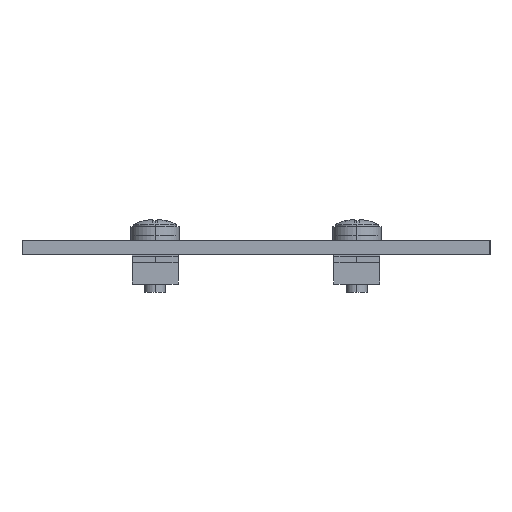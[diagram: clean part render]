
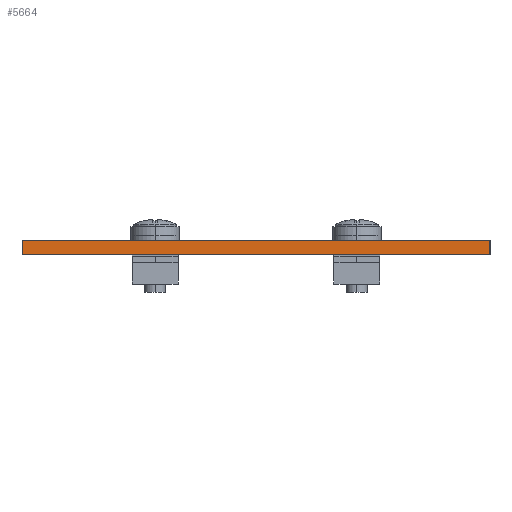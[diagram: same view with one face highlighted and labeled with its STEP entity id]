
A CAD part, left-side view. The second image highlights one B-rep face of the part: STEP entity #5664.
In plain terms, the highlighted planar face has unit normal (-1, 0, 0).
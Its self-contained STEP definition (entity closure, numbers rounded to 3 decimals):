
#136 = PLANE ( 'NONE',  #1325 ) ;
#335 = DIRECTION ( 'NONE',  ( -1., 0., 0. ) ) ;
#625 = VECTOR ( 'NONE', #8434, 1000. ) ;
#1038 = FACE_OUTER_BOUND ( 'NONE', #9478, .T. ) ;
#1325 = AXIS2_PLACEMENT_3D ( 'NONE', #7258, #335, #8846 ) ;
#1440 = CARTESIAN_POINT ( 'NONE',  ( -241.5, -66.25, -4. ) ) ;
#1734 = DIRECTION ( 'NONE',  ( 0., -1., 0. ) ) ;
#1801 = VECTOR ( 'NONE', #9943, 1000. ) ;
#3417 = CARTESIAN_POINT ( 'NONE',  ( -241.5, -66.25, 0. ) ) ;
#3572 = VECTOR ( 'NONE', #1734, 1000. ) ;
#3866 = CARTESIAN_POINT ( 'NONE',  ( -241.5, 66.25, -4. ) ) ;
#4804 = EDGE_CURVE ( 'NONE', #9892, #6978, #5605, .T. ) ;
#5424 = LINE ( 'NONE', #6081, #625 ) ;
#5605 = LINE ( 'NONE', #8721, #3572 ) ;
#5664 = ADVANCED_FACE ( 'NONE', ( #1038 ), #136, .T. ) ;
#6081 = CARTESIAN_POINT ( 'NONE',  ( -241.5, 66.25, -4. ) ) ;
#6171 = LINE ( 'NONE', #3866, #1801 ) ;
#6622 = CARTESIAN_POINT ( 'NONE',  ( -241.5, 66.25, 0. ) ) ;
#6978 = VERTEX_POINT ( 'NONE', #3417 ) ;
#7008 = ORIENTED_EDGE ( 'NONE', *, *, #9971, .F. ) ;
#7022 = DIRECTION ( 'NONE',  ( 0., 0., 1. ) ) ;
#7258 = CARTESIAN_POINT ( 'NONE',  ( -241.5, 66.25, -4. ) ) ;
#7785 = LINE ( 'NONE', #8604, #7954 ) ;
#7954 = VECTOR ( 'NONE', #7022, 1000. ) ;
#8226 = EDGE_CURVE ( 'NONE', #9314, #8260, #5424, .T. ) ;
#8260 = VERTEX_POINT ( 'NONE', #1440 ) ;
#8434 = DIRECTION ( 'NONE',  ( 0., -1., 0. ) ) ;
#8604 = CARTESIAN_POINT ( 'NONE',  ( -241.5, -66.25, -4. ) ) ;
#8721 = CARTESIAN_POINT ( 'NONE',  ( -241.5, 66.25, 0. ) ) ;
#8802 = CARTESIAN_POINT ( 'NONE',  ( -241.5, 66.25, -4. ) ) ;
#8846 = DIRECTION ( 'NONE',  ( 0., -1., 0. ) ) ;
#8942 = ORIENTED_EDGE ( 'NONE', *, *, #9235, .T. ) ;
#9235 = EDGE_CURVE ( 'NONE', #8260, #6978, #7785, .T. ) ;
#9314 = VERTEX_POINT ( 'NONE', #8802 ) ;
#9433 = ORIENTED_EDGE ( 'NONE', *, *, #4804, .F. ) ;
#9478 = EDGE_LOOP ( 'NONE', ( #9433, #7008, #9950, #8942 ) ) ;
#9892 = VERTEX_POINT ( 'NONE', #6622 ) ;
#9943 = DIRECTION ( 'NONE',  ( 0., 0., 1. ) ) ;
#9950 = ORIENTED_EDGE ( 'NONE', *, *, #8226, .T. ) ;
#9971 = EDGE_CURVE ( 'NONE', #9314, #9892, #6171, .T. ) ;
